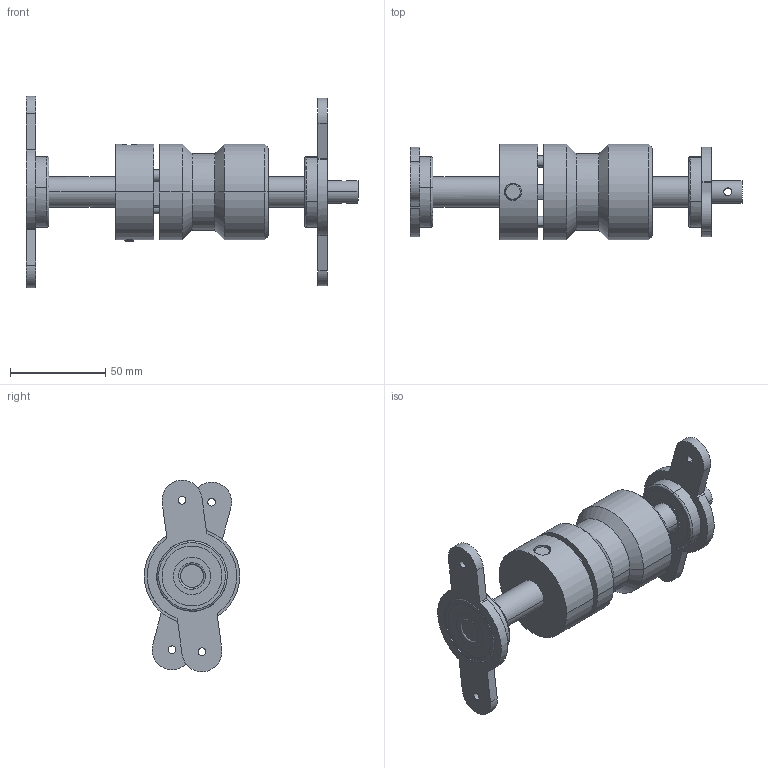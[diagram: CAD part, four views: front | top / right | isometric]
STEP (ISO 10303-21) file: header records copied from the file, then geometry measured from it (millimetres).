
FILE_DESCRIPTION(('CATIA V5 STEP Exchange','CAx-IF Rec.Pracs.--- Model Styling and Organization---1.4--- 2014-01-23','CAx-IF Rec.Pracs.---Representation and Presentation of Product Manufacturing Information (PMI)---4.0---2014-10-13','CAx-IF Rec.Pracs.--- Geometric and Assembly Validation Properties ---4.2---2014-10-09','CAx-IF Rec.Pracs.---3D Tessellated Data Validation Properties---0.5---2014-09-14'),'2;1');
FILE_NAME('Eixo Motor Completo.stp','2020-04-15T18:12:32+00:00',('none'),('none'),'CATIA Version 5-6 Release 2018 SP3','CATIA V5 STEP AP242','none');
FILE_SCHEMA(('AP242_MANAGED_MODEL_BASED_3D_ENGINEERING_MIM_LF {1 0 10303 442 1 1 4}'));
Length unit declared in the file: millimetre
Products named in the file (1): 53952085_AllCATPart
Bounding box: 174 x 50 x 100.32 mm (x, y, z)
Volume: 169868.4 mm3; surface area: 63469.8 mm2
Topology: 11 solids, 14 shells, 293 faces, 718 edges, 470 vertices
Faces by surface type: cylinder 98, bspline 76, plane 65, torus 40, cone 14
Entity records: 12950 total; most frequent: CARTESIAN_POINT 7015, ORIENTED_EDGE 1394, DIRECTION 751, EDGE_CURVE 699, VERTEX_POINT 451, AXIS2_PLACEMENT_3D 436, EDGE_LOOP 344, ADVANCED_FACE 293
